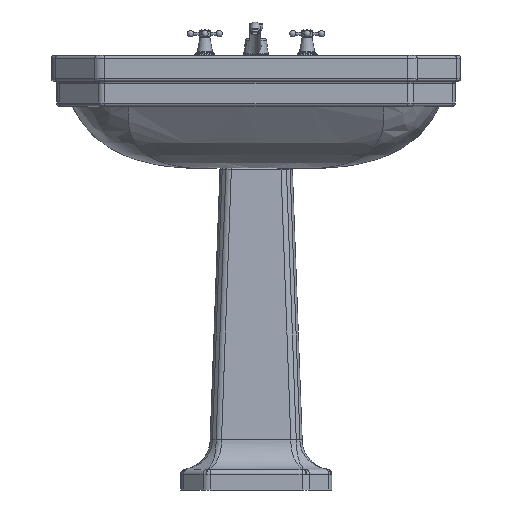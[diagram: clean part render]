
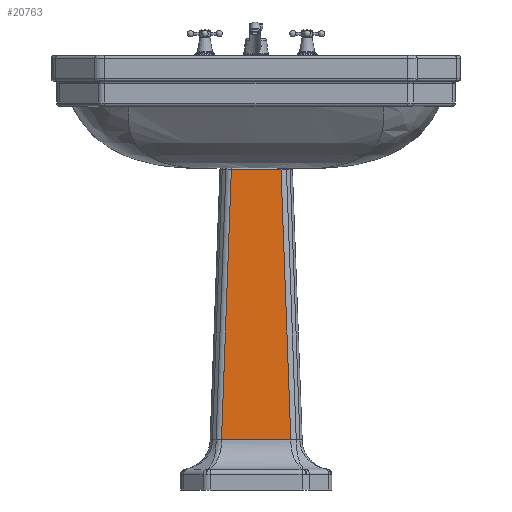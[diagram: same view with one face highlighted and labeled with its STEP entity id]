
A CAD part, front view. The second image highlights one B-rep face of the part: STEP entity #20763.
In plain terms, the highlighted planar face has unit normal (0, -0.999, 0.036).
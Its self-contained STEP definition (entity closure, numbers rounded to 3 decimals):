
#16589=CARTESIAN_POINT('',(162.12,-180.803,627.109));
#16590=VERTEX_POINT('',#16589);
#16623=CARTESIAN_POINT('',(64.999,-180.803,627.109));
#16624=VERTEX_POINT('',#16623);
#16632=CARTESIAN_POINT('',(64.999,-180.803,627.109));
#16633=DIRECTION('',(1.0,0.0,0.0));
#16634=VECTOR('',#16633,97.121);
#16635=LINE('',#16632,#16634);
#16636=EDGE_CURVE('',#16624,#16590,#16635,.T.);
#20542=CARTESIAN_POINT('',(45.797,-200.007,99.0));
#20543=VERTEX_POINT('',#20542);
#20550=CARTESIAN_POINT('',(45.795,-200.007,99.0));
#20551=VERTEX_POINT('',#20550);
#20552=CARTESIAN_POINT('',(45.797,-200.007,99.0));
#20553=DIRECTION('',(-1.0,0.0,0.0));
#20554=VECTOR('',#20553,0.002);
#20555=LINE('',#20552,#20554);
#20556=EDGE_CURVE('',#20543,#20551,#20555,.T.);
#20600=CARTESIAN_POINT('',(45.795,-200.007,99.0));
#20601=DIRECTION('',(0.036,0.036,0.999));
#20602=VECTOR('',#20601,528.807);
#20603=LINE('',#20600,#20602);
#20604=EDGE_CURVE('',#20551,#16624,#20603,.T.);
#20683=CARTESIAN_POINT('',(181.323,-200.007,99.));
#20684=VERTEX_POINT('',#20683);
#20694=CARTESIAN_POINT('',(181.322,-200.007,99.0));
#20695=VERTEX_POINT('',#20694);
#20696=CARTESIAN_POINT('',(181.323,-200.007,99.));
#20697=DIRECTION('',(-1.,0.,-0.002));
#20698=VECTOR('',#20697,0.002);
#20699=LINE('',#20696,#20698);
#20700=EDGE_CURVE('',#20684,#20695,#20699,.T.);
#20717=CARTESIAN_POINT('',(162.12,-180.803,627.109));
#20718=DIRECTION('',(0.036,-0.036,-0.999));
#20719=VECTOR('',#20718,528.807);
#20720=LINE('',#20717,#20719);
#20721=EDGE_CURVE('',#16590,#20684,#20720,.T.);
#20741=CARTESIAN_POINT('',(181.322,-200.007,99.0));
#20742=DIRECTION('',(-1.0,0.0,0.0));
#20743=VECTOR('',#20742,135.525);
#20744=LINE('',#20741,#20743);
#20745=EDGE_CURVE('',#20695,#20543,#20744,.T.);
#20750=CARTESIAN_POINT('',(39.584,-200.007,99.0));
#20751=DIRECTION('',(0.,-0.999,0.036));
#20752=DIRECTION('',(0.0,-0.036,-0.999));
#20753=AXIS2_PLACEMENT_3D('',#20750,#20751,#20752);
#20754=PLANE('',#20753);
#20755=ORIENTED_EDGE('',*,*,#16636,.F.);
#20756=ORIENTED_EDGE('',*,*,#20604,.F.);
#20757=ORIENTED_EDGE('',*,*,#20556,.F.);
#20758=ORIENTED_EDGE('',*,*,#20745,.F.);
#20759=ORIENTED_EDGE('',*,*,#20700,.F.);
#20760=ORIENTED_EDGE('',*,*,#20721,.F.);
#20761=EDGE_LOOP('',(#20755,#20756,#20757,#20758,#20759,#20760));
#20762=FACE_OUTER_BOUND('',#20761,.T.);
#20763=ADVANCED_FACE('',(#20762),#20754,.T.);
